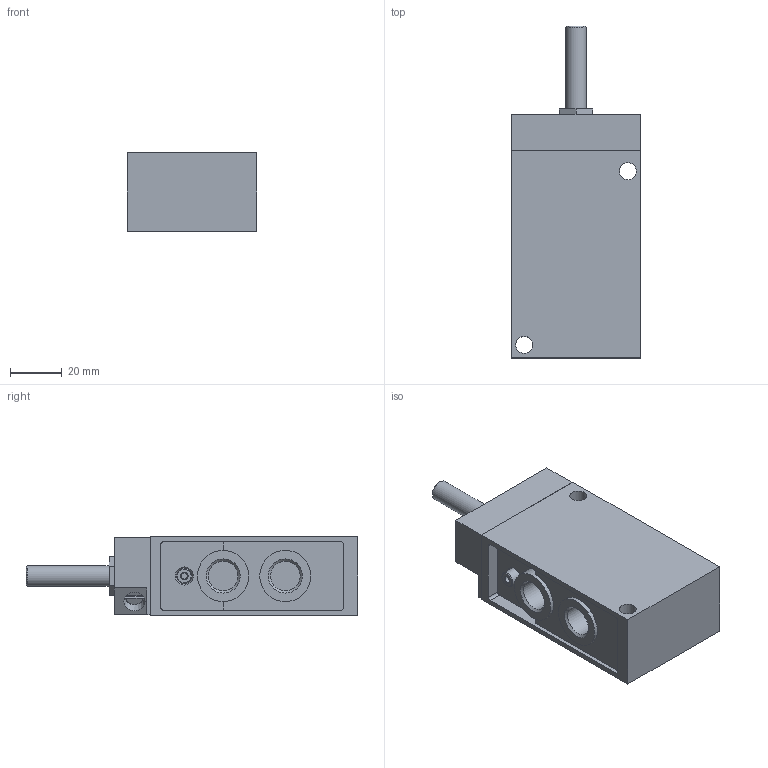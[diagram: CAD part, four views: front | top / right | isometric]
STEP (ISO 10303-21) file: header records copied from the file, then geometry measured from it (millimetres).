
FILE_DESCRIPTION(/* description */ ('STEP AP214'),/* implementation_level */ '2;1');
FILE_NAME(/* name */ '535907_MFH-5-1_4-EX',/* time_stamp */ '2024-09-05T09:22:50+02:00',/* author */ ('License CC BY-ND 4.0'),/* organization */ ('CADENAS'),/* preprocessor_version */ 'ST-DEVELOPER v19.3',/* originating_system */ 'PARTsolutions',/* authorisation */ ' ');
FILE_SCHEMA (('AUTOMOTIVE_DESIGN {1 0 10303 214 3 1 1}'));
Length unit declared in the file: millimetre
Products named in the file (2): 535907 MFH-5-1/4-EX; 535907 MFH-5-1/4-EX-part2
Assembly tree (1 placements, depth 2):
  535907 MFH-5-1/4-EX
    535907 MFH-5-1/4-EX-part2
Bounding box: 50 x 128 x 30.4 mm (x, y, z)
Volume: 129295.6 mm3; surface area: 24478.7 mm2
Topology: 1 solids, 1 shells, 174 faces, 420 edges, 271 vertices
Faces by surface type: plane 89, cylinder 55, cone 28, torus 2
Full cylindrical faces by diameter (mm): 2.459 x1, 4.134 x1, 5.8 x1, 5.9 x1, 6.5 x2, 7 x2, 7.4 x2, 8 x1, 11.445 x5, 19.735 x4
Entity records: 4924 total; most frequent: CARTESIAN_POINT 1018, DIRECTION 783, ORIENTED_EDGE 750, EDGE_CURVE 375, AXIS2_PLACEMENT_3D 296, VERTEX_POINT 263, FACE_BOUND 238, EDGE_LOOP 237
